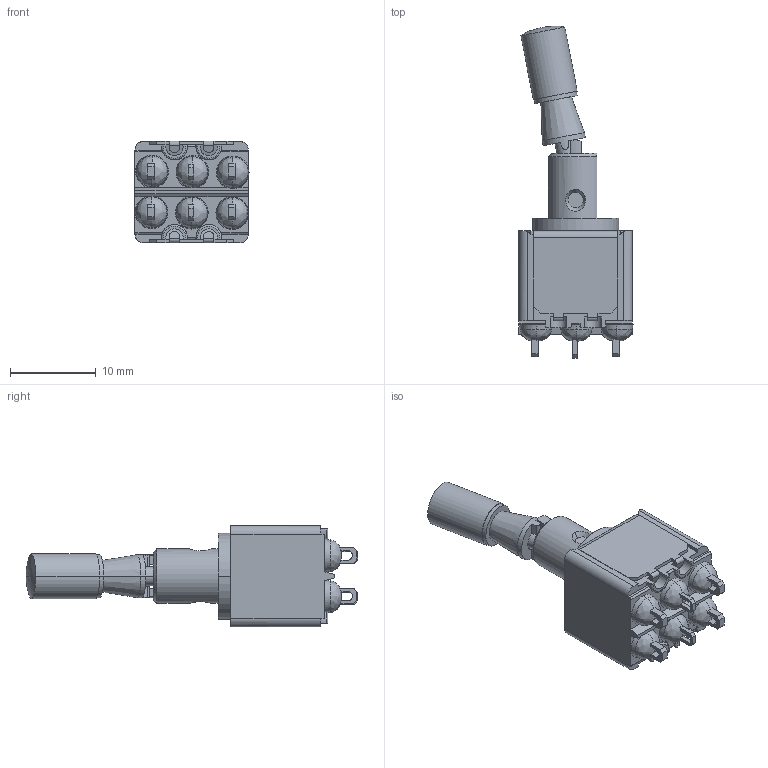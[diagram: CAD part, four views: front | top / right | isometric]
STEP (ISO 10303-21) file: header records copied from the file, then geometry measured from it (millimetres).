
FILE_DESCRIPTION((''),'2;1');
FILE_NAME('564_ADG-2VX408','2014-06-16T',('APEM'),(''),'PRO/ENGINEER BY PARAMETRIC TECHNOLOGY CORPORATION, 2012480','PRO/ENGINEER BY PARAMETRIC TECHNOLOGY CORPORATION, 2012480','');
FILE_SCHEMA(('CONFIG_CONTROL_DESIGN'));
Length unit declared in the file: millimetre
Products named in the file (1): 564_ADG-2VX408
Bounding box: 13.28 x 38.63 x 11.85 mm (x, y, z)
Volume: 1414 mm3; surface area: 3105.5 mm2
Topology: 3 solids, 3 shells, 723 faces, 2052 edges, 1288 vertices
Faces by surface type: plane 429, cylinder 166, bspline 67, cone 27, sphere 18, torus 16
Entity records: 31454 total; most frequent: CARTESIAN_POINT 13566, ORIENTED_EDGE 4068, DIRECTION 3254, EDGE_CURVE 2034, VERTEX_POINT 1288, VECTOR 1242, LINE 1242, AXIS2_PLACEMENT_3D 1006
